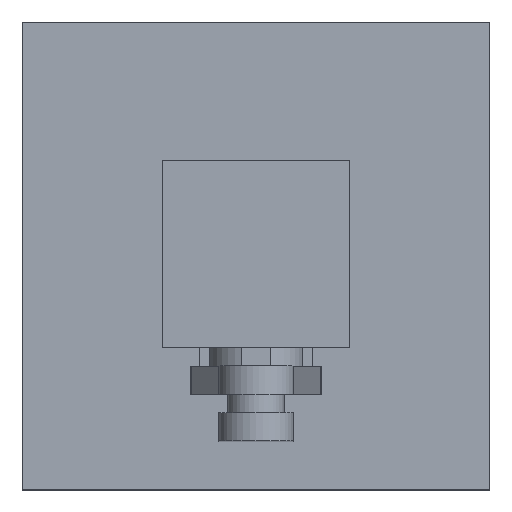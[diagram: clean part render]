
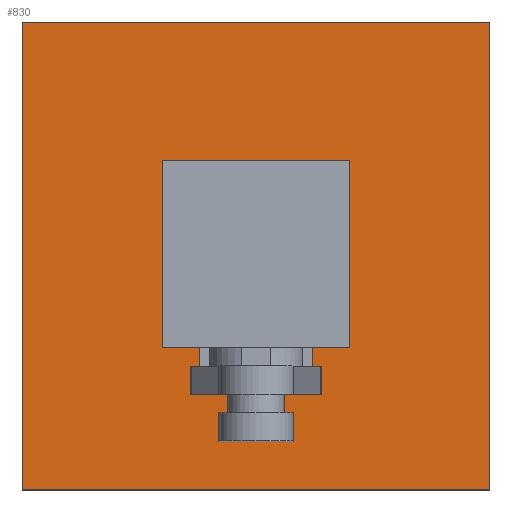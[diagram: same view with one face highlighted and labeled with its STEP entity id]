
A CAD part, top view. The second image highlights one B-rep face of the part: STEP entity #830.
In plain terms, the highlighted planar face has unit normal (0, 0, 1).
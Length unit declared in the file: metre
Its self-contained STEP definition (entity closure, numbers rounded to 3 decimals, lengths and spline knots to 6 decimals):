
#15=LINE('',#1354,#85);
#17=LINE('',#1358,#87);
#19=LINE('',#1362,#89);
#21=LINE('',#1366,#91);
#85=VECTOR('',#1095,1.);
#87=VECTOR('',#1099,1.);
#89=VECTOR('',#1103,1.);
#91=VECTOR('',#1107,1.);
#206=PLANE('',#986);
#262=ORIENTED_EDGE('',*,*,#456,.F.);
#263=ORIENTED_EDGE('',*,*,#455,.F.);
#264=ORIENTED_EDGE('',*,*,#453,.T.);
#265=ORIENTED_EDGE('',*,*,#451,.T.);
#266=ORIENTED_EDGE('',*,*,#449,.F.);
#449=EDGE_CURVE('',#550,#551,#15,.T.);
#451=EDGE_CURVE('',#552,#551,#17,.T.);
#453=EDGE_CURVE('',#553,#552,#19,.T.);
#455=EDGE_CURVE('',#553,#550,#21,.T.);
#456=EDGE_CURVE('',#554,#554,#620,.T.);
#550=VERTEX_POINT('',#1353);
#551=VERTEX_POINT('',#1355);
#552=VERTEX_POINT('',#1359);
#553=VERTEX_POINT('',#1363);
#554=VERTEX_POINT('',#1369);
#620=CIRCLE('',#987,0.00259);
#659=EDGE_LOOP('',(#262));
#660=EDGE_LOOP('',(#263,#264,#265,#266));
#737=FACE_BOUND('',#659,.T.);
#738=FACE_BOUND('',#660,.T.);
#830=ADVANCED_FACE('',(#737,#738),#206,.T.);
#986=AXIS2_PLACEMENT_3D('',#1367,#1108,#1109);
#987=AXIS2_PLACEMENT_3D('',#1368,#1110,#1111);
#1095=DIRECTION('',(0.,-1.,0.));
#1099=DIRECTION('',(1.,0.,0.));
#1103=DIRECTION('',(0.,-1.,0.));
#1107=DIRECTION('',(1.,0.,0.));
#1108=DIRECTION('',(0.,0.,1.));
#1109=DIRECTION('',(1.,0.,0.));
#1110=DIRECTION('',(0.,0.,1.));
#1111=DIRECTION('',(1.,0.,0.));
#1353=CARTESIAN_POINT('',(0.05,0.,0.005));
#1354=CARTESIAN_POINT('',(0.05,-0.025,0.005));
#1355=CARTESIAN_POINT('',(0.05,-0.05,0.005));
#1358=CARTESIAN_POINT('',(0.025,-0.05,0.005));
#1359=CARTESIAN_POINT('',(0.,-0.05,0.005));
#1362=CARTESIAN_POINT('',(0.,-0.025,0.005));
#1363=CARTESIAN_POINT('',(0.,0.,0.005));
#1366=CARTESIAN_POINT('',(0.025,0.,0.005));
#1367=CARTESIAN_POINT('',(0.025,-0.025,0.005));
#1368=CARTESIAN_POINT('',(0.025,-0.025,0.005));
#1369=CARTESIAN_POINT('',(0.02759,-0.025,0.005));
